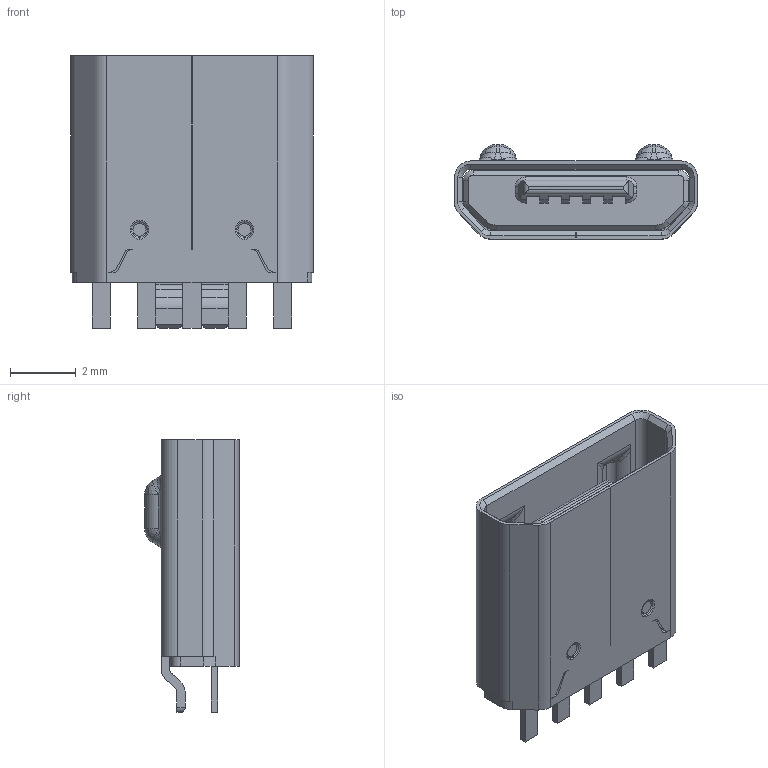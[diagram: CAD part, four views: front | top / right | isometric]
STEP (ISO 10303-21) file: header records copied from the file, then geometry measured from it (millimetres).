
FILE_DESCRIPTION(('CoCreate Modeling STEP Export'),'2;1');
FILE_NAME('010101050-389 5P直立式总长6.6.stp','2017-02-27T10:50:35',(''),(''),'CoCreate Modeling STEP processor for AP214 (Solid Model)','CoCreate Modeling 16.00 13-May-2008 (C) Parametric Technology GmbH','');
FILE_SCHEMA(('AUTOMOTIVE_DESIGN { 1 0 10303 214 1 1 1 1 }'));
Length unit declared in the file: millimetre
Products named in the file (49): CONTACT; 321.stp; MICRO_USB_ASM_3_ASM_8_ASM_2_ASM; 3.11-micro_usb.stp; 321.stp.1.1.1; BODY; 321.stp.1.1; 4.16-1修改.stp.2; 4.16-1修改.stp.2.1; 11.225P直立式夹板0.8新规.1.1; MICRO_USB5P直立式夹板0.8.stp
Assembly tree (48 placements, depth 7):
  MICRO_USB5P直立式夹板0.8.stp
    11.225P直立式夹板0.8新规.1.1
      4.16-1修改.stp.2.1
        321.stp
          CONTACT
            MICRO_USB_ASM_3_ASM_8_ASM_2_ASM
              CONTACT
        321.stp.1.1
          CONTACT
            MICRO_USB_ASM_3_ASM_8_ASM_2_ASM
              CONTACT
        321.stp.1.1.1
          CONTACT
            MICRO_USB_ASM_3_ASM_8_ASM_2_ASM
              CONTACT
        3.11-micro_usb.stp
          3.11-micro_usb.stp
            MICRO_USB_ASM_3_ASM_8_ASM_2_ASM
              CONTACT
            321.stp
              CONTACT
          MICRO_USB_ASM_3_ASM_8_ASM_2_ASM
            CONTACT
          321.stp
            CONTACT
      4.16-1修改.stp.2
        321.stp.1.1
          CONTACT
            MICRO_USB_ASM_3_ASM_8_ASM_2_ASM
              CONTACT
        321.stp
          CONTACT
            MICRO_USB_ASM_3_ASM_8_ASM_2_ASM
              CONTACT
        BODY
        321.stp.1.1.1
          CONTACT
            MICRO_USB_ASM_3_ASM_8_ASM_2_ASM
              CONTACT
        3.11-micro_usb.stp
          3.11-micro_usb.stp
            MICRO_USB_ASM_3_ASM_8_ASM_2_ASM
              CONTACT
            321.stp
              CONTACT
          MICRO_USB_ASM_3_ASM_8_ASM_2_ASM
            CONTACT
          321.stp
            CONTACT
Bounding box: 7.4 x 2.88 x 8.3 mm (x, y, z)
Volume: 66.6 mm3; surface area: 363.2 mm2
Topology: 1 solids, 6 shells, 587 faces, 1523 edges, 948 vertices
Faces by surface type: plane 345, cylinder 122, bspline 82, cone 26, torus 12
Entity records: 22773 total; most frequent: CARTESIAN_POINT 8205, ORIENTED_EDGE 3038, DIRECTION 2587, EDGE_CURVE 1509, VECTOR 967, LINE 967, VERTEX_POINT 948, AXIS2_PLACEMENT_3D 810
